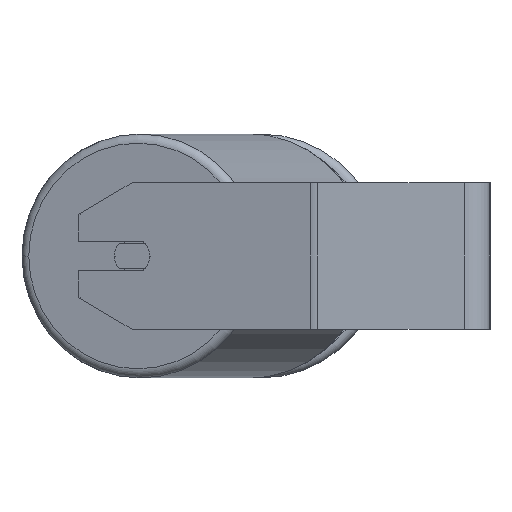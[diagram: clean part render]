
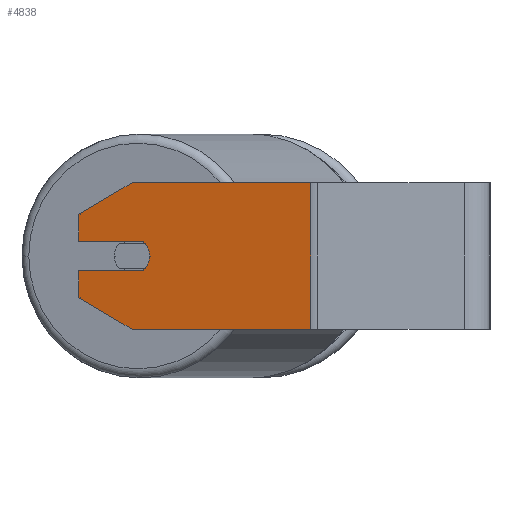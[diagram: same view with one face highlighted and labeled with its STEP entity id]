
A CAD part, left-side view. The second image highlights one B-rep face of the part: STEP entity #4838.
In plain terms, the highlighted planar face has unit normal (-0.966, 0.259, 0).
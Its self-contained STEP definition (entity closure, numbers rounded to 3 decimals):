
#110 = VERTEX_POINT ( 'NONE', #1734 ) ;
#195 = VERTEX_POINT ( 'NONE', #318 ) ;
#216 = VECTOR ( 'NONE', #4952, 1000. ) ;
#285 = LINE ( 'NONE', #8389, #8476 ) ;
#318 = CARTESIAN_POINT ( 'NONE',  ( -398.399, 195.186, 40. ) ) ;
#336 = DIRECTION ( 'NONE',  ( 0.966, -0.259, 0. ) ) ;
#394 = DIRECTION ( 'NONE',  ( -0.259, -0.966, 0. ) ) ;
#438 = DIRECTION ( 'NONE',  ( -0.224, -0.837, -0.5 ) ) ;
#603 = EDGE_CURVE ( 'NONE', #5023, #5831, #886, .T. ) ;
#728 = CARTESIAN_POINT ( 'NONE',  ( -399.952, 189.391, -8. ) ) ;
#833 = EDGE_CURVE ( 'NONE', #7191, #110, #6448, .T. ) ;
#886 = LINE ( 'NONE', #6285, #216 ) ;
#1018 = ORIENTED_EDGE ( 'NONE', *, *, #5197, .F. ) ;
#1042 = CARTESIAN_POINT ( 'NONE',  ( -390.634, 224.164, 8. ) ) ;
#1165 = ORIENTED_EDGE ( 'NONE', *, *, #2572, .T. ) ;
#1194 = LINE ( 'NONE', #4524, #4212 ) ;
#1510 = VERTEX_POINT ( 'NONE', #7978 ) ;
#1525 = DIRECTION ( 'NONE',  ( -0.259, -0.966, 0. ) ) ;
#1568 = CARTESIAN_POINT ( 'NONE',  ( -390.634, 224.164, 22.679 ) ) ;
#1734 = CARTESIAN_POINT ( 'NONE',  ( -400.987, 185.527, 0. ) ) ;
#1739 = DIRECTION ( 'NONE',  ( 0.224, 0.837, -0.5 ) ) ;
#1843 = EDGE_CURVE ( 'NONE', #8301, #2503, #1862, .T. ) ;
#1862 = LINE ( 'NONE', #7969, #7306 ) ;
#1868 = DIRECTION ( 'NONE',  ( -0.966, 0.259, 0. ) ) ;
#1891 = EDGE_CURVE ( 'NONE', #2503, #1510, #8502, .T. ) ;
#1932 = DIRECTION ( 'NONE',  ( -0.259, -0.966, 0. ) ) ;
#2115 = CARTESIAN_POINT ( 'NONE',  ( -390.634, 224.164, -22.679 ) ) ;
#2127 = EDGE_CURVE ( 'NONE', #7055, #5831, #7507, .T. ) ;
#2401 = AXIS2_PLACEMENT_3D ( 'NONE', #5222, #1868, #4560 ) ;
#2434 = CARTESIAN_POINT ( 'NONE',  ( -399.952, 189.391, -8. ) ) ;
#2503 = VERTEX_POINT ( 'NONE', #2849 ) ;
#2572 = EDGE_CURVE ( 'NONE', #195, #7055, #7677, .T. ) ;
#2700 = VERTEX_POINT ( 'NONE', #6649 ) ;
#2768 = EDGE_CURVE ( 'NONE', #8423, #8301, #1194, .T. ) ;
#2849 = CARTESIAN_POINT ( 'NONE',  ( -398.399, 195.186, -40. ) ) ;
#3007 = ORIENTED_EDGE ( 'NONE', *, *, #2768, .T. ) ;
#3056 = AXIS2_PLACEMENT_3D ( 'NONE', #4681, #7380, #5420 ) ;
#3260 = ORIENTED_EDGE ( 'NONE', *, *, #2127, .T. ) ;
#3393 = CIRCLE ( 'NONE', #2401, 10. ) ;
#3865 = ORIENTED_EDGE ( 'NONE', *, *, #1891, .T. ) ;
#3965 = AXIS2_PLACEMENT_3D ( 'NONE', #4235, #336, #6939 ) ;
#4212 = VECTOR ( 'NONE', #7352, 1000. ) ;
#4235 = CARTESIAN_POINT ( 'NONE',  ( -390.634, 224.164, 40. ) ) ;
#4329 = EDGE_CURVE ( 'NONE', #110, #5023, #3393, .T. ) ;
#4356 = ORIENTED_EDGE ( 'NONE', *, *, #603, .F. ) ;
#4359 = LINE ( 'NONE', #4984, #7489 ) ;
#4381 = ORIENTED_EDGE ( 'NONE', *, *, #4813, .F. ) ;
#4478 = VECTOR ( 'NONE', #394, 1000. ) ;
#4492 = VECTOR ( 'NONE', #6748, 1000. ) ;
#4524 = CARTESIAN_POINT ( 'NONE',  ( -390.634, 224.164, 40. ) ) ;
#4560 = DIRECTION ( 'NONE',  ( -0.259, -0.966, 0. ) ) ;
#4681 = CARTESIAN_POINT ( 'NONE',  ( -398.399, 195.186, 0. ) ) ;
#4813 = EDGE_CURVE ( 'NONE', #2700, #1510, #4359, .T. ) ;
#4838 = ADVANCED_FACE ( 'NONE', ( #7600 ), #7556, .F. ) ;
#4849 = CARTESIAN_POINT ( 'NONE',  ( -390.634, 224.164, 40. ) ) ;
#4952 = DIRECTION ( 'NONE',  ( 0.259, 0.966, 0. ) ) ;
#4984 = CARTESIAN_POINT ( 'NONE',  ( -424.523, 97.69, 40. ) ) ;
#4995 = CARTESIAN_POINT ( 'NONE',  ( -390.634, 224.164, 22.679 ) ) ;
#5022 = DIRECTION ( 'NONE',  ( 0., 0., -1. ) ) ;
#5023 = VERTEX_POINT ( 'NONE', #7249 ) ;
#5073 = ORIENTED_EDGE ( 'NONE', *, *, #833, .F. ) ;
#5197 = EDGE_CURVE ( 'NONE', #8423, #7191, #7997, .T. ) ;
#5222 = CARTESIAN_POINT ( 'NONE',  ( -398.399, 195.186, 0. ) ) ;
#5283 = EDGE_CURVE ( 'NONE', #195, #2700, #285, .T. ) ;
#5420 = DIRECTION ( 'NONE',  ( -0.259, -0.966, 0. ) ) ;
#5476 = EDGE_LOOP ( 'NONE', ( #5073, #1018, #3007, #7396, #3865, #4381, #7264, #1165, #3260, #4356, #7286 ) ) ;
#5831 = VERTEX_POINT ( 'NONE', #1042 ) ;
#6285 = CARTESIAN_POINT ( 'NONE',  ( -399.952, 189.391, 8. ) ) ;
#6448 = CIRCLE ( 'NONE', #3056, 10. ) ;
#6616 = VECTOR ( 'NONE', #1739, 1000. ) ;
#6649 = CARTESIAN_POINT ( 'NONE',  ( -424.523, 97.69, 40. ) ) ;
#6748 = DIRECTION ( 'NONE',  ( 0., 0., -1. ) ) ;
#6939 = DIRECTION ( 'NONE',  ( 0.259, 0.966, 0. ) ) ;
#7055 = VERTEX_POINT ( 'NONE', #4995 ) ;
#7191 = VERTEX_POINT ( 'NONE', #2434 ) ;
#7249 = CARTESIAN_POINT ( 'NONE',  ( -399.952, 189.391, 8. ) ) ;
#7264 = ORIENTED_EDGE ( 'NONE', *, *, #5283, .F. ) ;
#7286 = ORIENTED_EDGE ( 'NONE', *, *, #4329, .F. ) ;
#7306 = VECTOR ( 'NONE', #438, 1000. ) ;
#7337 = VECTOR ( 'NONE', #1932, 1000. ) ;
#7352 = DIRECTION ( 'NONE',  ( 0., 0., -1. ) ) ;
#7380 = DIRECTION ( 'NONE',  ( -0.966, 0.259, 0. ) ) ;
#7396 = ORIENTED_EDGE ( 'NONE', *, *, #1843, .T. ) ;
#7489 = VECTOR ( 'NONE', #5022, 1000. ) ;
#7507 = LINE ( 'NONE', #4849, #4492 ) ;
#7556 = PLANE ( 'NONE',  #3965 ) ;
#7600 = FACE_OUTER_BOUND ( 'NONE', #5476, .T. ) ;
#7677 = LINE ( 'NONE', #1568, #6616 ) ;
#7839 = CARTESIAN_POINT ( 'NONE',  ( -390.634, 224.164, -40. ) ) ;
#7969 = CARTESIAN_POINT ( 'NONE',  ( -398.399, 195.186, -40. ) ) ;
#7978 = CARTESIAN_POINT ( 'NONE',  ( -424.523, 97.69, -40. ) ) ;
#7997 = LINE ( 'NONE', #728, #7337 ) ;
#8230 = CARTESIAN_POINT ( 'NONE',  ( -390.634, 224.164, -8. ) ) ;
#8301 = VERTEX_POINT ( 'NONE', #2115 ) ;
#8389 = CARTESIAN_POINT ( 'NONE',  ( -390.634, 224.164, 40. ) ) ;
#8423 = VERTEX_POINT ( 'NONE', #8230 ) ;
#8476 = VECTOR ( 'NONE', #1525, 1000. ) ;
#8502 = LINE ( 'NONE', #7839, #4478 ) ;
